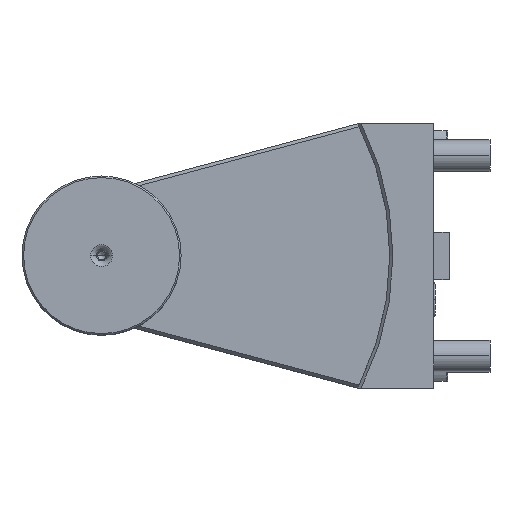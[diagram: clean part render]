
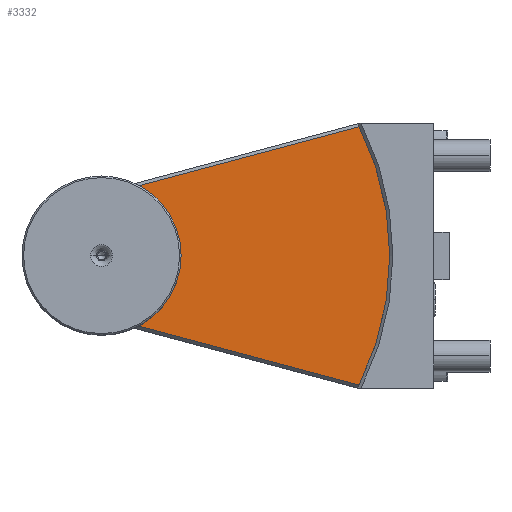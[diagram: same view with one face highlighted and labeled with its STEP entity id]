
A CAD part, top view. The second image highlights one B-rep face of the part: STEP entity #3332.
In plain terms, the highlighted planar face has unit normal (0, 0, 1).
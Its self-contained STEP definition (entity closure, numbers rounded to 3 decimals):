
#857=DIRECTION('',(0.966,0.259,0.));
#858=VECTOR('',#857,91.264);
#859=CARTESIAN_POINT('',(-111.933,17.653,7.));
#860=LINE('',#859,#858);
#861=CARTESIAN_POINT('',(-106.,0.,7.));
#862=DIRECTION('',(0.,0.,1.));
#863=DIRECTION('',(0.894,-0.449,0.));
#864=AXIS2_PLACEMENT_3D('',#861,#862,#863);
#866=DIRECTION('',(-0.966,0.259,0.));
#867=VECTOR('',#866,91.264);
#868=CARTESIAN_POINT('',(-23.778,-41.274,7.));
#869=LINE('',#868,#867);
#870=DIRECTION('',(-0.707,0.707,0.));
#871=VECTOR('',#870,12.823);
#872=CARTESIAN_POINT('',(-111.933,-17.653,7.));
#873=LINE('',#872,#871);
#874=DIRECTION('',(0.,1.,0.));
#875=VECTOR('',#874,17.172);
#876=CARTESIAN_POINT('',(-121.,-8.586,7.));
#877=LINE('',#876,#875);
#878=DIRECTION('',(0.707,0.707,0.));
#879=VECTOR('',#878,12.823);
#880=CARTESIAN_POINT('',(-121.,8.586,7.));
#881=LINE('',#880,#879);
#882=CARTESIAN_POINT('',(-106.,0.,7.));
#883=DIRECTION('',(0.,0.,1.));
#884=DIRECTION('',(0.,1.,0.));
#885=AXIS2_PLACEMENT_3D('',#882,#883,#884);
#887=CARTESIAN_POINT('',(-106.,0.,7.));
#888=DIRECTION('',(0.,0.,1.));
#889=DIRECTION('',(0.,-1.,0.));
#890=AXIS2_PLACEMENT_3D('',#887,#888,#889);
#1802=CARTESIAN_POINT('',(-111.933,17.653,7.));
#1803=CARTESIAN_POINT('',(-23.778,41.274,7.));
#1804=VERTEX_POINT('',#1802);
#1805=VERTEX_POINT('',#1803);
#1812=CARTESIAN_POINT('',(-121.,8.586,7.));
#1813=VERTEX_POINT('',#1812);
#1816=CARTESIAN_POINT('',(-121.,-8.586,7.));
#1817=VERTEX_POINT('',#1816);
#1818=CARTESIAN_POINT('',(-111.933,-17.653,7.));
#1819=VERTEX_POINT('',#1818);
#1824=CARTESIAN_POINT('',(-23.778,-41.274,7.));
#1825=VERTEX_POINT('',#1824);
#2070=CARTESIAN_POINT('',(-106.,9.45,7.));
#2071=CARTESIAN_POINT('',(-106.,-9.45,7.));
#2072=VERTEX_POINT('',#2070);
#2073=VERTEX_POINT('',#2071);
#3309=CARTESIAN_POINT('',(0.,0.,7.));
#3310=DIRECTION('',(0.,0.,1.));
#3311=DIRECTION('',(0.,1.,0.));
#3312=AXIS2_PLACEMENT_3D('',#3309,#3310,#3311);
#3313=PLANE('',#3312);
#3315=ORIENTED_EDGE('',*,*,#3314,.T.);
#3316=ORIENTED_EDGE('',*,*,#2499,.F.);
#3318=ORIENTED_EDGE('',*,*,#3317,.T.);
#3319=ORIENTED_EDGE('',*,*,#3299,.T.);
#3321=ORIENTED_EDGE('',*,*,#3320,.T.);
#3323=ORIENTED_EDGE('',*,*,#3322,.T.);
#3324=EDGE_LOOP('',(#3315,#3316,#3318,#3319,#3321,#3323));
#3325=FACE_OUTER_BOUND('',#3324,.F.);
#3327=ORIENTED_EDGE('',*,*,#3326,.T.);
#3329=ORIENTED_EDGE('',*,*,#3328,.T.);
#3330=EDGE_LOOP('',(#3327,#3329));
#3331=FACE_BOUND('',#3330,.F.);
#3332=ADVANCED_FACE('',(#3325,#3331),#3313,.T.);
#865=CIRCLE('',#864,92.);
#886=CIRCLE('',#885,9.45);
#891=CIRCLE('',#890,9.45);
#2499=EDGE_CURVE('',#1825,#1805,#865,.T.);
#3299=EDGE_CURVE('',#1819,#1817,#873,.T.);
#3314=EDGE_CURVE('',#1804,#1805,#860,.T.);
#3317=EDGE_CURVE('',#1825,#1819,#869,.T.);
#3320=EDGE_CURVE('',#1817,#1813,#877,.T.);
#3322=EDGE_CURVE('',#1813,#1804,#881,.T.);
#3326=EDGE_CURVE('',#2072,#2073,#886,.T.);
#3328=EDGE_CURVE('',#2073,#2072,#891,.T.);
